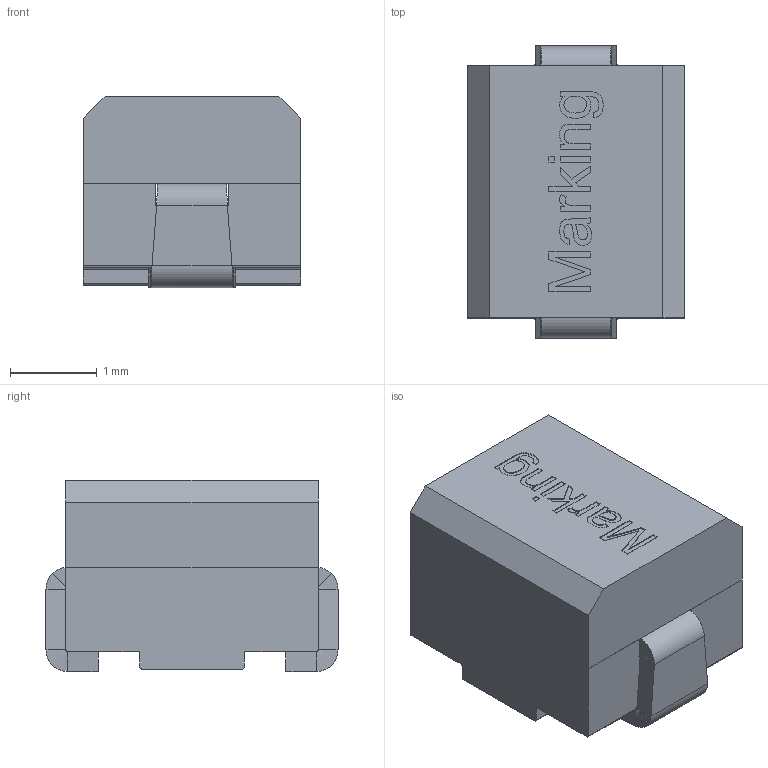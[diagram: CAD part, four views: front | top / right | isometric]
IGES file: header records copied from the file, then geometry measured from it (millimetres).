
Start section: C
Global section: file name: IndGFH_3225.igs; native system: By Siemens PLM Incorporated; preprocessor: XPlus GENERIC/IGES 17.0.49; author: Author; organization: Title; date: 20151117.114731; units: millimetre
Bounding box: 2.5 x 3.36 x 2.2 mm (x, y, z)
Volume: 15.3 mm3; surface area: 64.7 mm2
Topology: 3 solids, 3 shells, 142 faces, 351 edges, 226 vertices
Faces by surface type: bspline 142
